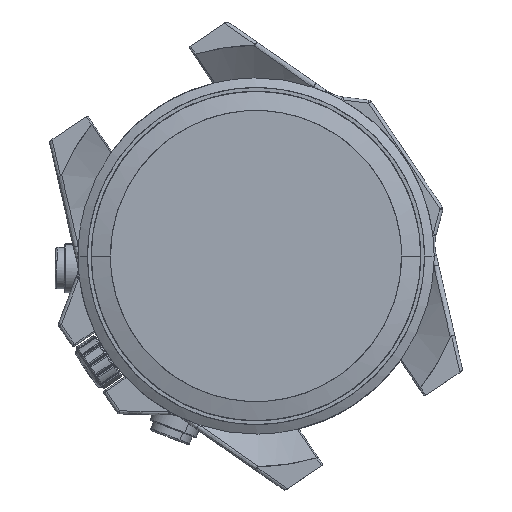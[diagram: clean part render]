
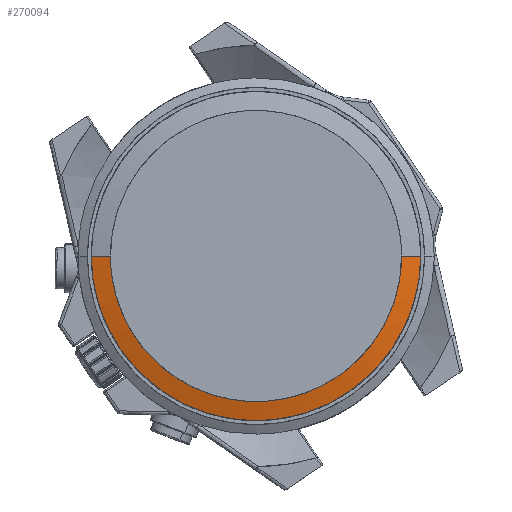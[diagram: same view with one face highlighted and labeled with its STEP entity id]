
A CAD part, top view. The second image highlights one B-rep face of the part: STEP entity #270094.
In plain terms, the highlighted free-form (B-spline) face has degree [2, 1] with [5, 2] control points.
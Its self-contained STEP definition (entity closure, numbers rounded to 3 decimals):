
#270094 = ADVANCED_FACE('',(#270095),#270131,.T.);
#270095 = FACE_BOUND('',#270096,.T.);
#270096 = EDGE_LOOP('',(#270097,#270109,#270116,#270126));
#270097 = ORIENTED_EDGE('',*,*,#270098,.F.);
#270098 = EDGE_CURVE('',#270099,#270101,#270103,.T.);
#270099 = VERTEX_POINT('',#270100);
#270100 = CARTESIAN_POINT('',(-39.786,-1.876,
    100.818));
#270101 = VERTEX_POINT('',#270102);
#270102 = CARTESIAN_POINT('',(20.496,-1.876,
    100.818));
#270103 = ( BOUNDED_CURVE() B_SPLINE_CURVE(2,(#270104,#270105,#270106,
#270107,#270108),.UNSPECIFIED.,.F.,.F.) B_SPLINE_CURVE_WITH_KNOTS((3,2,3
    ),(3.142,4.712,6.283),
.PIECEWISE_BEZIER_KNOTS.) CURVE() GEOMETRIC_REPRESENTATION_ITEM() 
RATIONAL_B_SPLINE_CURVE((1.,0.707,1.,0.707,1.)) 
REPRESENTATION_ITEM('') );
#270104 = CARTESIAN_POINT('',(-39.786,-1.876,
    100.818));
#270105 = CARTESIAN_POINT('',(-39.786,-32.018,
    100.818));
#270106 = CARTESIAN_POINT('',(-9.645,-32.018,
    100.818));
#270107 = CARTESIAN_POINT('',(20.496,-32.018,
    100.818));
#270108 = CARTESIAN_POINT('',(20.496,-1.876,
    100.818));
#270109 = ORIENTED_EDGE('',*,*,#270110,.F.);
#270110 = EDGE_CURVE('',#270111,#270099,#270113,.T.);
#270111 = VERTEX_POINT('',#270112);
#270112 = CARTESIAN_POINT('',(-36.281,-1.876,
    101.757));
#270113 = B_SPLINE_CURVE_WITH_KNOTS('',1,(#270114,#270115),
  .UNSPECIFIED.,.F.,.F.,(2,2),(0.,2.588),
  .PIECEWISE_BEZIER_KNOTS.);
#270114 = CARTESIAN_POINT('',(-36.281,-1.876,
    101.757));
#270115 = CARTESIAN_POINT('',(-39.786,-1.876,
    100.818));
#270116 = ORIENTED_EDGE('',*,*,#270117,.F.);
#270117 = EDGE_CURVE('',#270118,#270111,#270120,.T.);
#270118 = VERTEX_POINT('',#270119);
#270119 = CARTESIAN_POINT('',(16.992,-1.876,
    101.757));
#270120 = ( BOUNDED_CURVE() B_SPLINE_CURVE(2,(#270121,#270122,#270123,
#270124,#270125),.UNSPECIFIED.,.F.,.F.) B_SPLINE_CURVE_WITH_KNOTS((3,2,3
),(0.,1.571,3.142),.PIECEWISE_BEZIER_KNOTS.) CURVE() 
GEOMETRIC_REPRESENTATION_ITEM() RATIONAL_B_SPLINE_CURVE((1.,
0.707,1.,0.707,1.)) REPRESENTATION_ITEM('') );
#270121 = CARTESIAN_POINT('',(16.992,-1.876,
    101.757));
#270122 = CARTESIAN_POINT('',(16.992,-28.513,
    101.757));
#270123 = CARTESIAN_POINT('',(-9.645,-28.513,
    101.757));
#270124 = CARTESIAN_POINT('',(-36.281,-28.513,
    101.757));
#270125 = CARTESIAN_POINT('',(-36.281,-1.876,
    101.757));
#270126 = ORIENTED_EDGE('',*,*,#270127,.F.);
#270127 = EDGE_CURVE('',#270101,#270118,#270128,.T.);
#270128 = B_SPLINE_CURVE_WITH_KNOTS('',1,(#270129,#270130),
  .UNSPECIFIED.,.F.,.F.,(2,2),(0.,2.588),
  .PIECEWISE_BEZIER_KNOTS.);
#270129 = CARTESIAN_POINT('',(20.496,-1.876,
    100.818));
#270130 = CARTESIAN_POINT('',(16.992,-1.876,
    101.757));
#270131 = ( BOUNDED_SURFACE() B_SPLINE_SURFACE(2,1,(
    (#270132,#270133)
    ,(#270134,#270135)
    ,(#270136,#270137)
    ,(#270138,#270139)
    ,(#270140,#270141
)),.UNSPECIFIED.,.F.,.F.,.F.) B_SPLINE_SURFACE_WITH_KNOTS((3,2,3),(2,2),
  (0.,1.571,3.142),(0.,2.588),
.PIECEWISE_BEZIER_KNOTS.) GEOMETRIC_REPRESENTATION_ITEM() 
RATIONAL_B_SPLINE_SURFACE((
    (1.,1.)
    ,(0.707,0.707)
    ,(1.,1.)
    ,(0.707,0.707)
,(1.,1.))) REPRESENTATION_ITEM('') SURFACE() );
#270132 = CARTESIAN_POINT('',(-36.281,-1.876,
    101.757));
#270133 = CARTESIAN_POINT('',(-39.786,-1.876,
    100.818));
#270134 = CARTESIAN_POINT('',(-36.281,-28.513,
    101.757));
#270135 = CARTESIAN_POINT('',(-39.786,-32.018,
    100.818));
#270136 = CARTESIAN_POINT('',(-9.645,-28.513,
    101.757));
#270137 = CARTESIAN_POINT('',(-9.645,-32.018,
    100.818));
#270138 = CARTESIAN_POINT('',(16.992,-28.513,
    101.757));
#270139 = CARTESIAN_POINT('',(20.496,-32.018,
    100.818));
#270140 = CARTESIAN_POINT('',(16.992,-1.876,
    101.757));
#270141 = CARTESIAN_POINT('',(20.496,-1.876,
    100.818));
